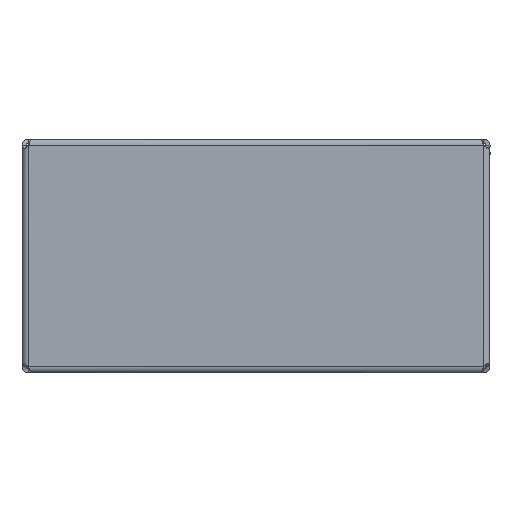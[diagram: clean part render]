
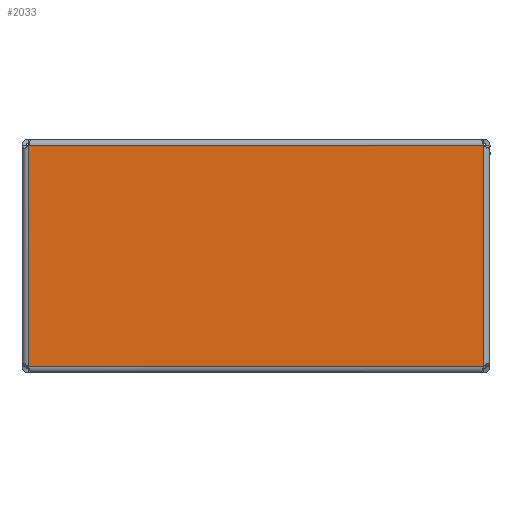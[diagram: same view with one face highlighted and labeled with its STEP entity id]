
A CAD part, front view. The second image highlights one B-rep face of the part: STEP entity #2033.
In plain terms, the highlighted planar face has unit normal (0, -1, 0).
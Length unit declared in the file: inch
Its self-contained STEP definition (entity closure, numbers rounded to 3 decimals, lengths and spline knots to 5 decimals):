
#444 = ORIENTED_EDGE ( 'NONE', *, *, #6741, .T. ) ;
#446 = EDGE_LOOP ( 'NONE', ( #2545, #4982, #5973, #444 ) ) ;
#668 = DIRECTION ( 'NONE',  ( 0., 0., -1. ) ) ;
#818 = EDGE_CURVE ( 'NONE', #6011, #1639, #3943, .T. ) ;
#1204 = CARTESIAN_POINT ( 'NONE',  ( -14.9548, 0., -0.99806 ) ) ;
#1296 = DIRECTION ( 'NONE',  ( 1., 0., 0. ) ) ;
#1481 = PLANE ( 'NONE',  #5038 ) ;
#1639 = VERTEX_POINT ( 'NONE', #3273 ) ;
#1721 = VECTOR ( 'NONE', #2209, 39.37008 ) ;
#1780 = LINE ( 'NONE', #1204, #6208 ) ;
#2033 = ADVANCED_FACE ( 'NONE', ( #4950 ), #1481, .T. ) ;
#2129 = DIRECTION ( 'NONE',  ( 0., -1., 0. ) ) ;
#2209 = DIRECTION ( 'NONE',  ( 0., 0., 1. ) ) ;
#2545 = ORIENTED_EDGE ( 'NONE', *, *, #6731, .T. ) ;
#2556 = LINE ( 'NONE', #5934, #3752 ) ;
#2898 = VECTOR ( 'NONE', #1296, 39.37008 ) ;
#3273 = CARTESIAN_POINT ( 'NONE',  ( 5.83352, 0., -0.99806 ) ) ;
#3319 = CARTESIAN_POINT ( 'NONE',  ( -14.9548, 0., 0. ) ) ;
#3752 = VECTOR ( 'NONE', #668, 39.37008 ) ;
#3832 = DIRECTION ( 'NONE',  ( 0., 0., -1. ) ) ;
#3844 = EDGE_CURVE ( 'NONE', #7373, #6011, #5504, .T. ) ;
#3943 = LINE ( 'NONE', #7541, #1721 ) ;
#4243 = DIRECTION ( 'NONE',  ( -1., 0., 0. ) ) ;
#4689 = CARTESIAN_POINT ( 'NONE',  ( -5.83352, 0., -0.99806 ) ) ;
#4874 = CARTESIAN_POINT ( 'NONE',  ( -5.83352, 0., -6.66504 ) ) ;
#4950 = FACE_OUTER_BOUND ( 'NONE', #446, .T. ) ;
#4982 = ORIENTED_EDGE ( 'NONE', *, *, #3844, .T. ) ;
#5038 = AXIS2_PLACEMENT_3D ( 'NONE', #3319, #2129, #3832 ) ;
#5504 = LINE ( 'NONE', #6613, #2898 ) ;
#5851 = CARTESIAN_POINT ( 'NONE',  ( 5.83352, 0., -6.66504 ) ) ;
#5934 = CARTESIAN_POINT ( 'NONE',  ( -5.83352, 0., 0. ) ) ;
#5973 = ORIENTED_EDGE ( 'NONE', *, *, #818, .T. ) ;
#6011 = VERTEX_POINT ( 'NONE', #5851 ) ;
#6208 = VECTOR ( 'NONE', #4243, 39.37008 ) ;
#6613 = CARTESIAN_POINT ( 'NONE',  ( -14.9548, 0., -6.66504 ) ) ;
#6731 = EDGE_CURVE ( 'NONE', #7333, #7373, #2556, .T. ) ;
#6741 = EDGE_CURVE ( 'NONE', #1639, #7333, #1780, .T. ) ;
#7333 = VERTEX_POINT ( 'NONE', #4689 ) ;
#7373 = VERTEX_POINT ( 'NONE', #4874 ) ;
#7541 = CARTESIAN_POINT ( 'NONE',  ( 5.83352, 0., 0. ) ) ;
